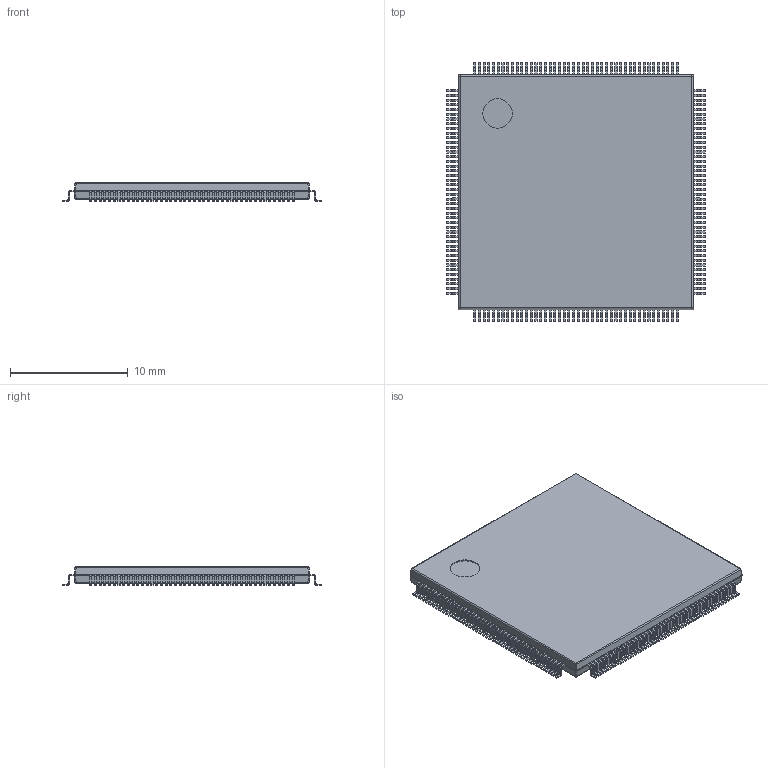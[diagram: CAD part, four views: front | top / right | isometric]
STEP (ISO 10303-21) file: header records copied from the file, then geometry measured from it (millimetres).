
FILE_DESCRIPTION(('Open CASCADE Model'),'2;1');
FILE_NAME('Open CASCADE Shape Model','2024-03-20T16:41:06',('Author'),( 'Open CASCADE'),'Open CASCADE STEP processor 6.8','Open CASCADE 6.8' ,'Unknown');
FILE_SCHEMA(('AUTOMOTIVE_DESIGN { 1 0 10303 214 1 1 1 1 }'));
Length unit declared in the file: millimetre
Products named in the file (8): PCB; Designator1; 8273700384; Open_CASCADE_STEP_translator_6.8_75.1; Body; Open_CASCADE_STEP_translator_6.8_75.2.1; Leader
Assembly tree (180 placements, depth 4):
  PCB
  Designator1
    8273700384
      Open_CASCADE_STEP_translator_6.8_75.1
      Body
        Open_CASCADE_STEP_translator_6.8_75.2.1
      Leader  x88
      Leader  x88
Bounding box: 22 x 22 x 1.6 mm (x, y, z)
Volume: 580.8 mm3; surface area: 1078.5 mm2
Topology: 177 solids, 178 shells, 3933 faces, 7868 edges, 4283 vertices
Faces by surface type: plane 3184, cylinder 733, sphere 8, bspline 8
Full cylindrical faces by diameter (mm): 2.5 x1
Entity records: 4767 total; most frequent: CARTESIAN_POINT 1349, DIRECTION 771, ORIENTED_EDGE 407, AXIS2_PLACEMENT_3D 321, EDGE_CURVE 204, PRODUCT_DEFINITION_SHAPE 188, CONTEXT_DEPENDENT_SHAPE_REPRESENTATION 180, ITEM_DEFINED_TRANSFORMATION 180
